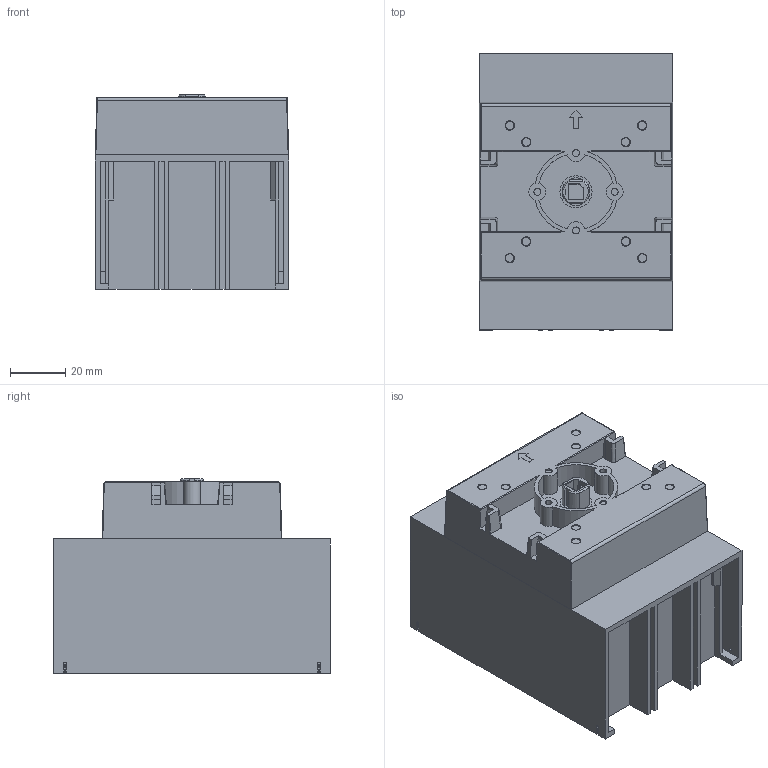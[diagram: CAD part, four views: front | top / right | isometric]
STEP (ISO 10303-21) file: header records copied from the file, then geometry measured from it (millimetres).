
FILE_DESCRIPTION((''),'2;1');
FILE_NAME('3d_GA100C.stp','2012-10-03T11:01:20',(''),(''),'Mechanical Desktop 2011','Mechanical Desktop 2011',', , ');
FILE_SCHEMA(('CONFIG_CONTROL_DESIGN'));
Length unit declared in the file: millimetre
Products named in the file (1): Product
Bounding box: 70 x 100 x 70.4 mm (x, y, z)
Volume: 369368.1 mm3; surface area: 57636.6 mm2
Topology: 2 solids, 2 shells, 330 faces, 1013 edges, 775 vertices
Faces by surface type: plane 198, cylinder 64, bspline 57, cone 11
Entity records: 12268 total; most frequent: CARTESIAN_POINT 3316, ORIENTED_EDGE 1874, DIRECTION 1728, EDGE_CURVE 937, VECTOR 774, LINE 774, VERTEX_POINT 623, AXIS2_PLACEMENT_3D 477
